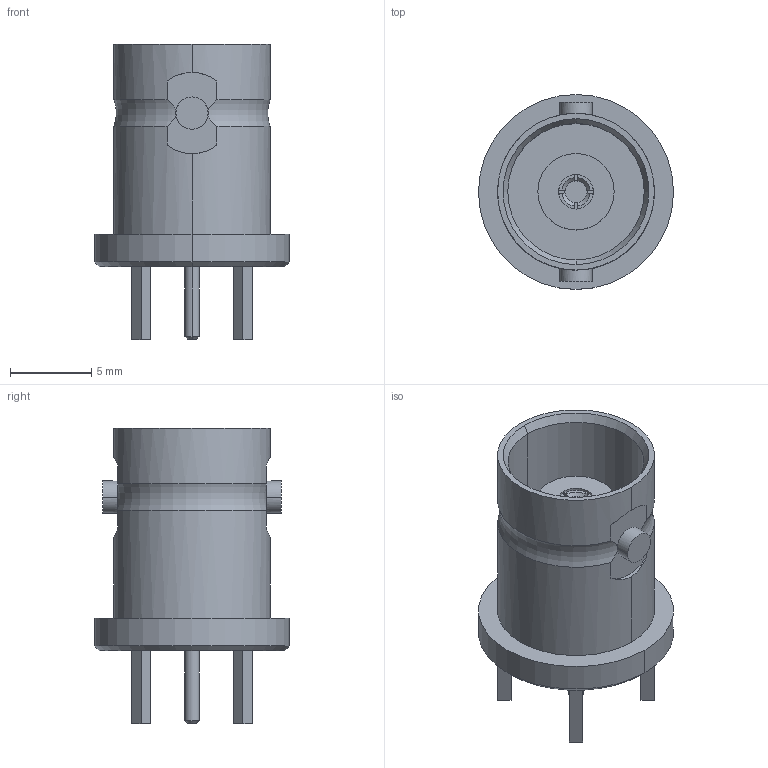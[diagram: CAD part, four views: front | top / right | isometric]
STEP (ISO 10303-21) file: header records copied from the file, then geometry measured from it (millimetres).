
FILE_DESCRIPTION((''),'2;1');
FILE_NAME('C-1-1478204-0','2019-01-23T01:29:58',('workeradm'),('TE Connectivity Ltd.'),'CREO PARAMETRIC BY PTC INC, 2018190','CREO PARAMETRIC BY PTC INC, 2018190','');
FILE_SCHEMA(('AUTOMOTIVE_DESIGN { 1 0 10303 214 1 1 1 1 }'));
Length unit declared in the file: millimetre
Products named in the file (1): C-1-1478204-0
Bounding box: 12 x 12 x 18.2 mm (x, y, z)
Volume: 708.9 mm3; surface area: 1061 mm2
Topology: 1 solids, 1 shells, 89 faces, 220 edges, 142 vertices
Faces by surface type: plane 53, cylinder 24, cone 10, torus 2
Entity records: 2828 total; most frequent: CARTESIAN_POINT 653, DIRECTION 448, ORIENTED_EDGE 440, EDGE_CURVE 220, AXIS2_PLACEMENT_3D 167, VERTEX_POINT 142, VECTOR 114, LINE 114
